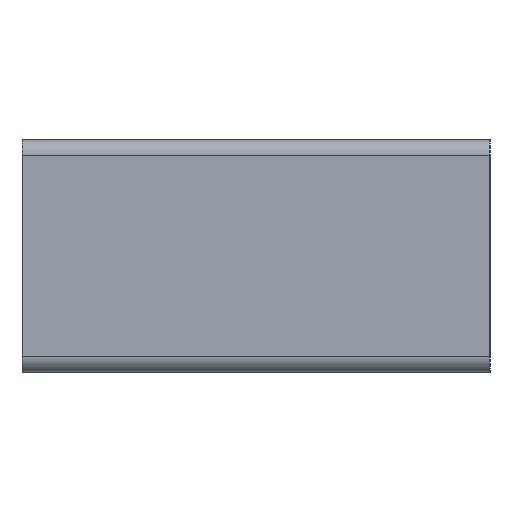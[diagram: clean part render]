
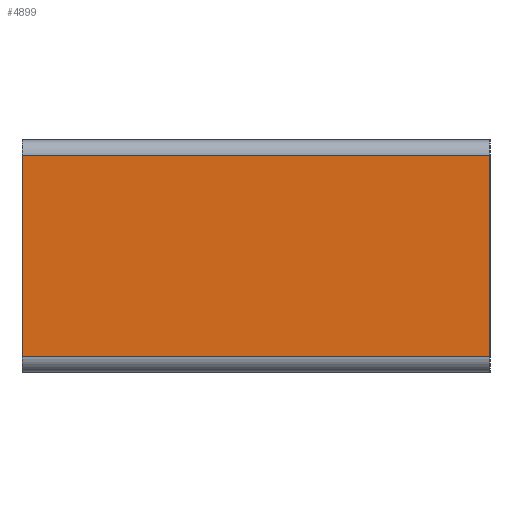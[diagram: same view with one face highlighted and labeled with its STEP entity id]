
A CAD part, left-side view. The second image highlights one B-rep face of the part: STEP entity #4899.
In plain terms, the highlighted planar face has unit normal (-1, 0, 0).
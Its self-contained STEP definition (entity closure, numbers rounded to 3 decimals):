
#265 = VECTOR ( 'NONE', #2223, 1000. ) ;
#268 = VERTEX_POINT ( 'NONE', #393 ) ;
#393 = CARTESIAN_POINT ( 'NONE',  ( 0., -3., 0.09 ) ) ;
#743 = LINE ( 'NONE', #3341, #265 ) ;
#856 = LINE ( 'NONE', #7919, #1571 ) ;
#1057 = CARTESIAN_POINT ( 'NONE',  ( 0., -3., 1.47 ) ) ;
#1347 = CARTESIAN_POINT ( 'NONE',  ( 0., 0., 1.47 ) ) ;
#1571 = VECTOR ( 'NONE', #6138, 1000. ) ;
#1613 = LINE ( 'NONE', #1057, #7248 ) ;
#1811 = ORIENTED_EDGE ( 'NONE', *, *, #4308, .T. ) ;
#1857 = ORIENTED_EDGE ( 'NONE', *, *, #4558, .F. ) ;
#1963 = EDGE_CURVE ( 'NONE', #4940, #3955, #5289, .T. ) ;
#2034 = EDGE_LOOP ( 'NONE', ( #1857, #2075, #5726, #1811 ) ) ;
#2075 = ORIENTED_EDGE ( 'NONE', *, *, #2361, .T. ) ;
#2223 = DIRECTION ( 'NONE',  ( 0., 1., 0. ) ) ;
#2361 = EDGE_CURVE ( 'NONE', #4849, #4940, #743, .T. ) ;
#2842 = CARTESIAN_POINT ( 'NONE',  ( 0., 0., 1.47 ) ) ;
#2974 = FACE_OUTER_BOUND ( 'NONE', #2034, .T. ) ;
#3341 = CARTESIAN_POINT ( 'NONE',  ( 0., 0., 1.38 ) ) ;
#3487 = CARTESIAN_POINT ( 'NONE',  ( 0., -3., 1.38 ) ) ;
#3663 = DIRECTION ( 'NONE',  ( 0., 0., -1. ) ) ;
#3955 = VERTEX_POINT ( 'NONE', #7090 ) ;
#4308 = EDGE_CURVE ( 'NONE', #3955, #268, #856, .T. ) ;
#4558 = EDGE_CURVE ( 'NONE', #4849, #268, #1613, .T. ) ;
#4849 = VERTEX_POINT ( 'NONE', #3487 ) ;
#4899 = ADVANCED_FACE ( 'NONE', ( #2974 ), #6211, .F. ) ;
#4940 = VERTEX_POINT ( 'NONE', #7453 ) ;
#4989 = VECTOR ( 'NONE', #7192, 1000. ) ;
#5289 = LINE ( 'NONE', #1347, #4989 ) ;
#5466 = AXIS2_PLACEMENT_3D ( 'NONE', #2842, #6845, #6703 ) ;
#5726 = ORIENTED_EDGE ( 'NONE', *, *, #1963, .T. ) ;
#6138 = DIRECTION ( 'NONE',  ( 0., -1., 0. ) ) ;
#6211 = PLANE ( 'NONE',  #5466 ) ;
#6703 = DIRECTION ( 'NONE',  ( 0., 0., -1. ) ) ;
#6845 = DIRECTION ( 'NONE',  ( 1., 0., 0. ) ) ;
#7090 = CARTESIAN_POINT ( 'NONE',  ( 0., 0., 0.09 ) ) ;
#7192 = DIRECTION ( 'NONE',  ( 0., 0., -1. ) ) ;
#7248 = VECTOR ( 'NONE', #3663, 1000. ) ;
#7453 = CARTESIAN_POINT ( 'NONE',  ( 0., 0., 1.38 ) ) ;
#7919 = CARTESIAN_POINT ( 'NONE',  ( 0., 0., 0.09 ) ) ;
